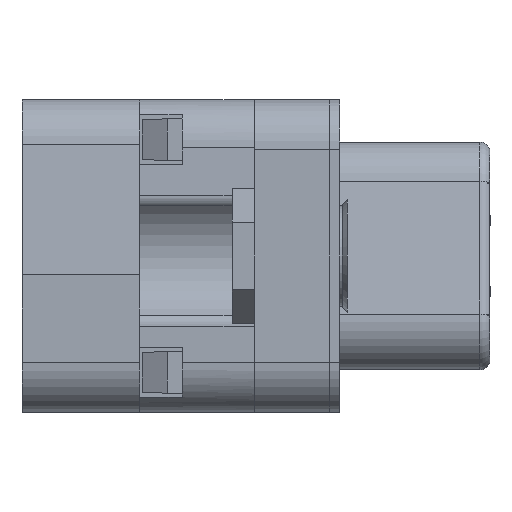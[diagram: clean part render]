
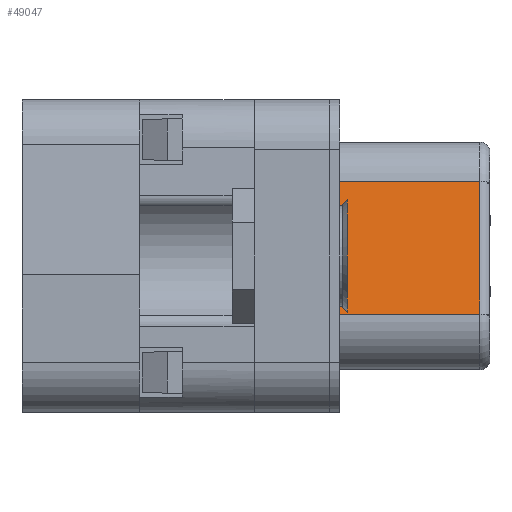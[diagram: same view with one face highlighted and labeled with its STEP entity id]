
A CAD part, left-side view. The second image highlights one B-rep face of the part: STEP entity #49047.
In plain terms, the highlighted face is planar.
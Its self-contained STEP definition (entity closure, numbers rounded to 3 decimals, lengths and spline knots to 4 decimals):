
#13300=ORIENTED_EDGE('',*,*,#22906,.F.);
#13301=ORIENTED_EDGE('',*,*,#22907,.T.);
#13302=ORIENTED_EDGE('',*,*,#22780,.T.);
#13303=ORIENTED_EDGE('',*,*,#22626,.T.);
#22626=EDGE_CURVE('',#28202,#28208,#33389,.T.);
#22780=EDGE_CURVE('',#28346,#28202,#33530,.F.);
#22906=EDGE_CURVE('',#28465,#28208,#33652,.T.);
#22907=EDGE_CURVE('',#28465,#28346,#33653,.T.);
#28202=VERTEX_POINT('',#90742);
#28208=VERTEX_POINT('',#90754);
#28346=VERTEX_POINT('',#91060);
#28465=VERTEX_POINT('',#91310);
#33389=LINE('',#90755,#38509);
#33530=LINE('',#91059,#38650);
#33652=LINE('',#91311,#38772);
#33653=LINE('',#91313,#38773);
#38509=VECTOR('',#71743,1000.);
#38650=VECTOR('',#71936,1000.);
#38772=VECTOR('',#72078,1000.);
#38773=VECTOR('',#72081,1000.);
#41901=EDGE_LOOP('',(#13300,#13301,#13302,#13303));
#44735=FACE_BOUND('',#41901,.T.);
#46918=PLANE('',#61988);
#49047=ADVANCED_FACE('',(#44735),#46918,.T.);
#61988=AXIS2_PLACEMENT_3D('',#91312,#72079,#72080);
#71743=DIRECTION('',(-0.174,0.,0.985));
#71936=DIRECTION('',(0.,1.,0.));
#72078=DIRECTION('',(0.,-1.,0.));
#72079=DIRECTION('',(-0.985,0.,-0.174));
#72080=DIRECTION('',(-0.174,0.,0.985));
#72081=DIRECTION('',(0.174,0.,-0.985));
#90742=CARTESIAN_POINT('',(-27.1466,0.,-2.9799));
#90754=CARTESIAN_POINT('',(-28.0811,0.,2.3201));
#90755=CARTESIAN_POINT('',(-26.8376,0.,-4.7322));
#91059=CARTESIAN_POINT('',(-27.1466,6.,-2.9799));
#91060=CARTESIAN_POINT('',(-27.1466,5.6,-2.9799));
#91310=CARTESIAN_POINT('',(-28.0811,5.6,2.3201));
#91311=CARTESIAN_POINT('',(-28.0811,6.,2.3201));
#91312=CARTESIAN_POINT('',(-28.0811,6.,2.3201));
#91313=CARTESIAN_POINT('',(-27.1466,5.6,-2.9799));
